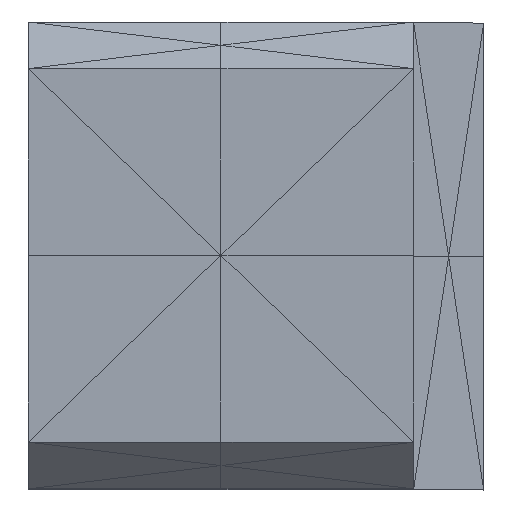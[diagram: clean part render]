
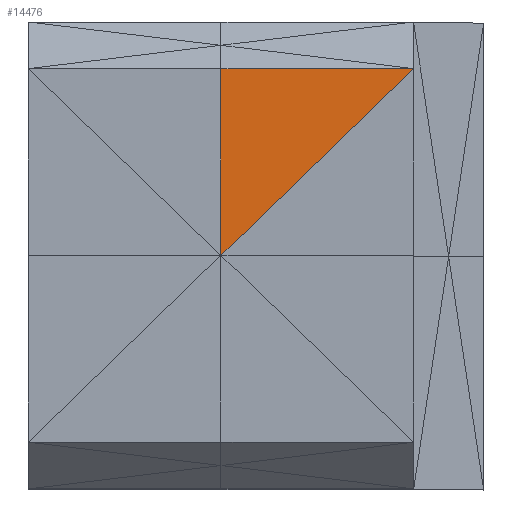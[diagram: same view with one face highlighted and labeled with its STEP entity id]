
A CAD part, top view. The second image highlights one B-rep face of the part: STEP entity #14476.
In plain terms, the highlighted planar face has unit normal (0, 0, 1).
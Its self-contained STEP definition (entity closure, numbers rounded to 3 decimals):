
#382=FACE_OUTER_BOUND('',#1663,.T.);
#1663=EDGE_LOOP('',(#10086,#10087,#10088));
#2980=LINE('',#21986,#4902);
#3246=LINE('',#22489,#5168);
#3251=LINE('',#22497,#5173);
#4902=VECTOR('',#17472,10.);
#5168=VECTOR('',#18086,10.);
#5173=VECTOR('',#18097,10.);
#6639=VERTEX_POINT('',#21978);
#6640=VERTEX_POINT('',#21982);
#6703=VERTEX_POINT('',#22487);
#7465=EDGE_CURVE('',#6639,#6640,#2980,.T.);
#7731=EDGE_CURVE('',#6703,#6640,#3246,.T.);
#7736=EDGE_CURVE('',#6639,#6703,#3251,.T.);
#10086=ORIENTED_EDGE('',*,*,#7736,.F.);
#10087=ORIENTED_EDGE('',*,*,#7465,.T.);
#10088=ORIENTED_EDGE('',*,*,#7731,.F.);
#13195=PLANE('',#15771);
#14476=ADVANCED_FACE('',(#382),#13195,.T.);
#15771=AXIS2_PLACEMENT_3D('',#22496,#18095,#18096);
#17472=DIRECTION('',(-1.,0.,0.));
#18086=DIRECTION('',(0.,1.,0.));
#18095=DIRECTION('center_axis',(0.,0.,1.));
#18096=DIRECTION('ref_axis',(1.,0.,0.));
#18097=DIRECTION('',(-0.718,-0.696,0.));
#21978=CARTESIAN_POINT('',(16.5,18.,28.));
#21982=CARTESIAN_POINT('',(8.25,18.,28.));
#21986=CARTESIAN_POINT('',(16.5,18.,28.));
#22487=CARTESIAN_POINT('',(8.25,9.999,28.));
#22489=CARTESIAN_POINT('',(8.25,9.999,28.));
#22496=CARTESIAN_POINT('Origin',(8.25,18.,28.));
#22497=CARTESIAN_POINT('',(16.5,18.,28.));
